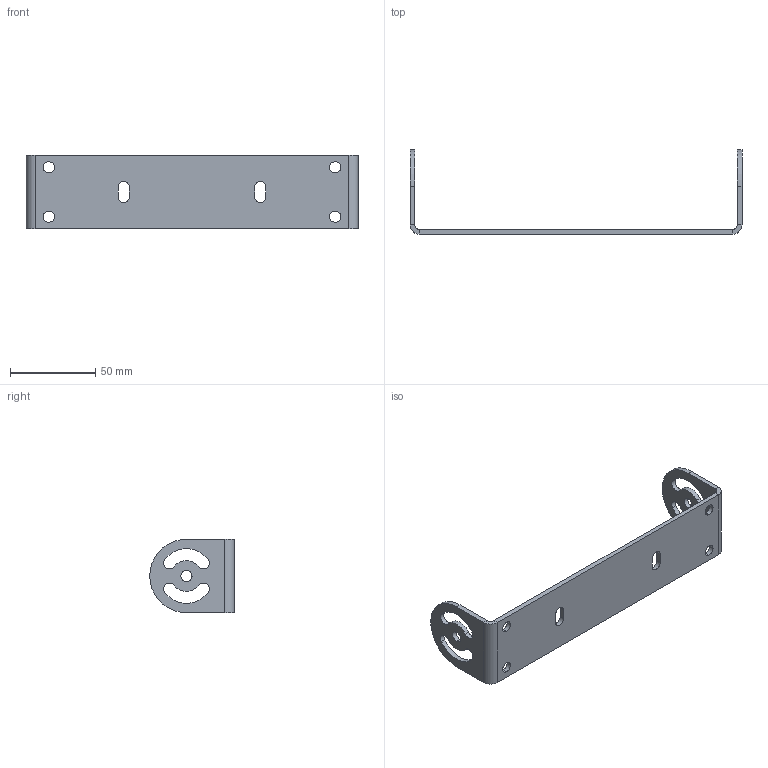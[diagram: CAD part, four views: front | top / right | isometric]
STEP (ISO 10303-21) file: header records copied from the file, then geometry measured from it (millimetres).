
FILE_DESCRIPTION((''),'2;1');
FILE_NAME('157102_ASM','2016-04-15T',('pdmadmin'),(''),'PRO/ENGINEER BY PARAMETRIC TECHNOLOGY CORPORATION, 2016010','PRO/ENGINEER BY PARAMETRIC TECHNOLOGY CORPORATION, 2016010','');
FILE_SCHEMA(('CONFIG_CONTROL_DESIGN'));
Length unit declared in the file: millimetre
Products named in the file (2): 156203; 157102_ASM
Assembly tree (1 placements, depth 2):
  157102_ASM
    156203
Bounding box: 194.5 x 49.5 x 43 mm (x, y, z)
Volume: 29714.2 mm3; surface area: 24376.2 mm2
Topology: 1 solids, 1 shells, 60 faces, 158 edges, 100 vertices
Faces by surface type: cylinder 40, plane 20
Entity records: 1989 total; most frequent: DIRECTION 364, CARTESIAN_POINT 321, ORIENTED_EDGE 316, EDGE_CURVE 158, AXIS2_PLACEMENT_3D 143, VERTEX_POINT 100, EDGE_LOOP 84, CIRCLE 80
